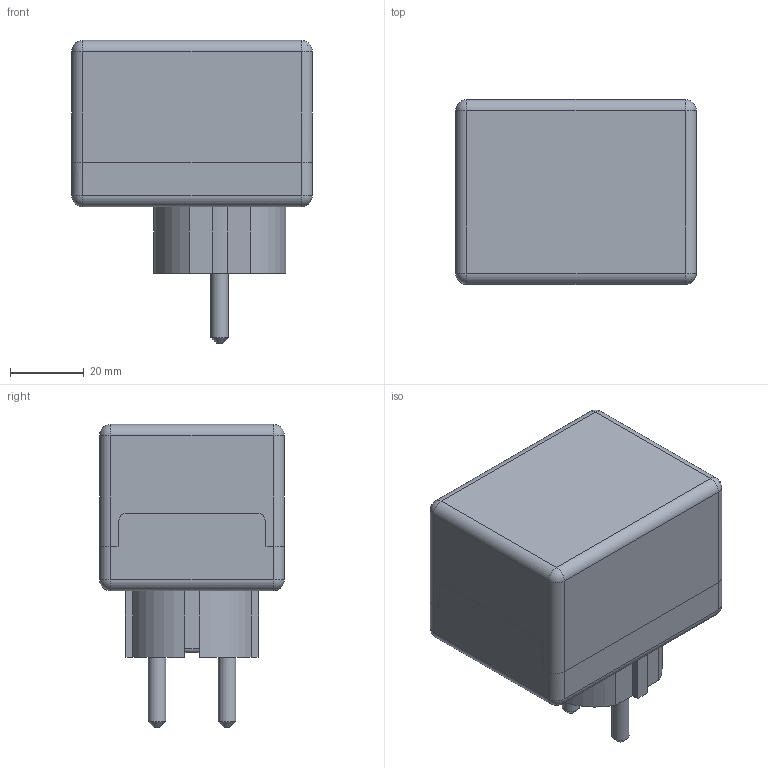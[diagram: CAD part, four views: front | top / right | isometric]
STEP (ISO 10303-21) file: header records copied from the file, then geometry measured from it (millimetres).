
FILE_DESCRIPTION((''),'2;1');
FILE_NAME('0601100400-MBPO_655045 ST CEE.stp','2016-01-19T15:36:00',('robin.rentz'),(''),'Autodesk Inventor 2012','Autodesk Inventor 2012','');
FILE_SCHEMA(('AUTOMOTIVE_DESIGN { 1 2 10303 214 0 1 1 1 }'));
Length unit declared in the file: millimetre
Products named in the file (3): 0601100400-MBPO_655045 ST CEE; 0601100302-UT_655030-45 CEE; 0501100221-OT_655045
Assembly tree (2 placements, depth 2):
  0601100400-MBPO_655045 ST CEE
    0601100302-UT_655030-45 CEE
    0501100221-OT_655045
Bounding box: 65 x 50 x 82 mm (x, y, z)
Volume: 54466.7 mm3; surface area: 43827.3 mm2
Topology: 2 solids, 2 shells, 362 faces, 905 edges, 555 vertices
Faces by surface type: plane 226, cylinder 93, cone 35, sphere 8
Full cylindrical faces by diameter (mm): 2.7 x8, 3 x6, 3.242 x1, 4.75 x2, 5 x1, 5.2 x1, 6 x13, 8.5 x2, 8.9 x4
Entity records: 10516 total; most frequent: DIRECTION 1833, CARTESIAN_POINT 1779, ORIENTED_EDGE 1700, EDGE_CURVE 850, AXIS2_PLACEMENT_3D 619, VECTOR 595, LINE 595, VERTEX_POINT 543
